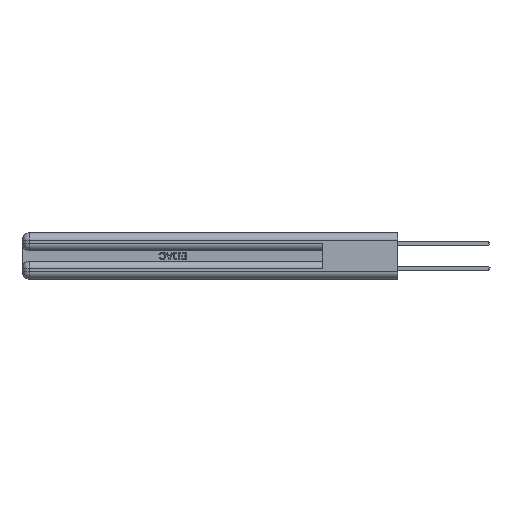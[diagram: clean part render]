
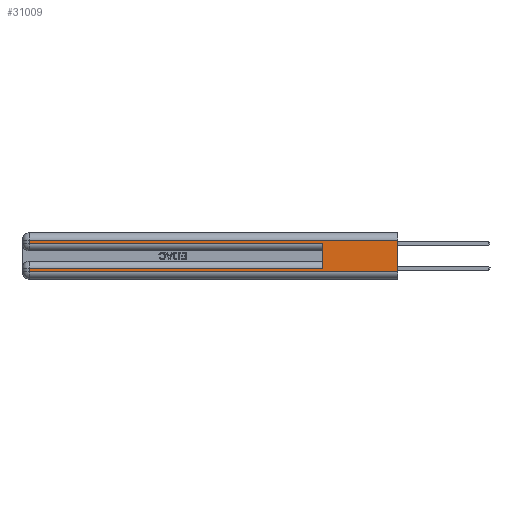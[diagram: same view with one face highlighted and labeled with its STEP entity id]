
A CAD part, left-side view. The second image highlights one B-rep face of the part: STEP entity #31009.
In plain terms, the highlighted planar face has unit normal (-1, 0, 0).
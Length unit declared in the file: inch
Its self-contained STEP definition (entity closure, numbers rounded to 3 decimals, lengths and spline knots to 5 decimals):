
#863 = ORIENTED_EDGE ( 'NONE', *, *, #9153, .F. ) ;
#2132 = EDGE_CURVE ( 'NONE', #24010, #41200, #32247, .T. ) ;
#3456 = VECTOR ( 'NONE', #5443, 39.37008 ) ;
#4662 = EDGE_LOOP ( 'NONE', ( #42416, #36466, #22120, #37264, #863, #16669, #18323, #20989 ) ) ;
#5443 = DIRECTION ( 'NONE',  ( 0., 0., -1. ) ) ;
#6309 = CARTESIAN_POINT ( 'NONE',  ( 0., 0., 0.085 ) ) ;
#6542 = VERTEX_POINT ( 'NONE', #27142 ) ;
#7036 = VECTOR ( 'NONE', #25416, 39.37008 ) ;
#7740 = DIRECTION ( 'NONE',  ( 0., 0., -1. ) ) ;
#7895 = DIRECTION ( 'NONE',  ( 1., 0., 0. ) ) ;
#9153 = EDGE_CURVE ( 'NONE', #23891, #6542, #24968, .T. ) ;
#10601 = EDGE_CURVE ( 'NONE', #21280, #41200, #21482, .T. ) ;
#11051 = VERTEX_POINT ( 'NONE', #36396 ) ;
#12150 = VECTOR ( 'NONE', #14560, 39.37008 ) ;
#12751 = CARTESIAN_POINT ( 'NONE',  ( 0., 0., 0.31 ) ) ;
#13295 = EDGE_CURVE ( 'NONE', #11051, #6542, #34940, .T. ) ;
#14560 = DIRECTION ( 'NONE',  ( 0., -1., 0. ) ) ;
#15402 = VERTEX_POINT ( 'NONE', #44594 ) ;
#15412 = VECTOR ( 'NONE', #34473, 39.37008 ) ;
#16545 = CARTESIAN_POINT ( 'NONE',  ( 0., 2.94, 0.37 ) ) ;
#16610 = LINE ( 'NONE', #32551, #7036 ) ;
#16669 = ORIENTED_EDGE ( 'NONE', *, *, #44207, .T. ) ;
#17171 = DIRECTION ( 'NONE',  ( 0., 1., 0. ) ) ;
#17729 = FACE_OUTER_BOUND ( 'NONE', #4662, .T. ) ;
#18323 = ORIENTED_EDGE ( 'NONE', *, *, #38364, .T. ) ;
#19220 = CARTESIAN_POINT ( 'NONE',  ( 0., 2.94, 0.31 ) ) ;
#19445 = LINE ( 'NONE', #6309, #27797 ) ;
#20184 = VERTEX_POINT ( 'NONE', #19220 ) ;
#20989 = ORIENTED_EDGE ( 'NONE', *, *, #2132, .T. ) ;
#21280 = VERTEX_POINT ( 'NONE', #12751 ) ;
#21482 = LINE ( 'NONE', #41261, #3456 ) ;
#21532 = EDGE_CURVE ( 'NONE', #21280, #20184, #16610, .T. ) ;
#22120 = ORIENTED_EDGE ( 'NONE', *, *, #34118, .T. ) ;
#22184 = PLANE ( 'NONE',  #31713 ) ;
#23263 = VECTOR ( 'NONE', #31310, 39.37008 ) ;
#23891 = VERTEX_POINT ( 'NONE', #27682 ) ;
#24010 = VERTEX_POINT ( 'NONE', #39057 ) ;
#24913 = LINE ( 'NONE', #16545, #15412 ) ;
#24968 = LINE ( 'NONE', #33725, #33297 ) ;
#25416 = DIRECTION ( 'NONE',  ( 0., 1., 0. ) ) ;
#26740 = DIRECTION ( 'NONE',  ( 0., 0., 1. ) ) ;
#26855 = VECTOR ( 'NONE', #7740, 39.37008 ) ;
#27142 = CARTESIAN_POINT ( 'NONE',  ( 0., 0.6, 0.285 ) ) ;
#27682 = CARTESIAN_POINT ( 'NONE',  ( 0., 0.6, 0.085 ) ) ;
#27797 = VECTOR ( 'NONE', #17171, 39.37008 ) ;
#27953 = LINE ( 'NONE', #43489, #26855 ) ;
#29315 = CARTESIAN_POINT ( 'NONE',  ( 0., 0., 0.37 ) ) ;
#31009 = ADVANCED_FACE ( 'NONE', ( #17729 ), #22184, .F. ) ;
#31310 = DIRECTION ( 'NONE',  ( 0., -1., 0. ) ) ;
#31713 = AXIS2_PLACEMENT_3D ( 'NONE', #29315, #7895, #32899 ) ;
#32094 = CARTESIAN_POINT ( 'NONE',  ( 0., 0., 0.06 ) ) ;
#32247 = LINE ( 'NONE', #39481, #12150 ) ;
#32551 = CARTESIAN_POINT ( 'NONE',  ( 0., 0., 0.31 ) ) ;
#32899 = DIRECTION ( 'NONE',  ( 0., 0., -1. ) ) ;
#33297 = VECTOR ( 'NONE', #26740, 39.37008 ) ;
#33725 = CARTESIAN_POINT ( 'NONE',  ( 0., 0.6, 0.145 ) ) ;
#34118 = EDGE_CURVE ( 'NONE', #20184, #11051, #24913, .T. ) ;
#34473 = DIRECTION ( 'NONE',  ( 0., 0., -1. ) ) ;
#34940 = LINE ( 'NONE', #45468, #23263 ) ;
#36396 = CARTESIAN_POINT ( 'NONE',  ( 0., 2.94, 0.285 ) ) ;
#36466 = ORIENTED_EDGE ( 'NONE', *, *, #21532, .T. ) ;
#37264 = ORIENTED_EDGE ( 'NONE', *, *, #13295, .T. ) ;
#38364 = EDGE_CURVE ( 'NONE', #15402, #24010, #27953, .T. ) ;
#39057 = CARTESIAN_POINT ( 'NONE',  ( 0., 2.94, 0.06 ) ) ;
#39481 = CARTESIAN_POINT ( 'NONE',  ( 0., 0., 0.06 ) ) ;
#41200 = VERTEX_POINT ( 'NONE', #32094 ) ;
#41261 = CARTESIAN_POINT ( 'NONE',  ( 0., 0., 0.37 ) ) ;
#42416 = ORIENTED_EDGE ( 'NONE', *, *, #10601, .F. ) ;
#43489 = CARTESIAN_POINT ( 'NONE',  ( 0., 2.94, 0.37 ) ) ;
#44207 = EDGE_CURVE ( 'NONE', #23891, #15402, #19445, .T. ) ;
#44594 = CARTESIAN_POINT ( 'NONE',  ( 0., 2.94, 0.085 ) ) ;
#45468 = CARTESIAN_POINT ( 'NONE',  ( 0., 0., 0.285 ) ) ;
